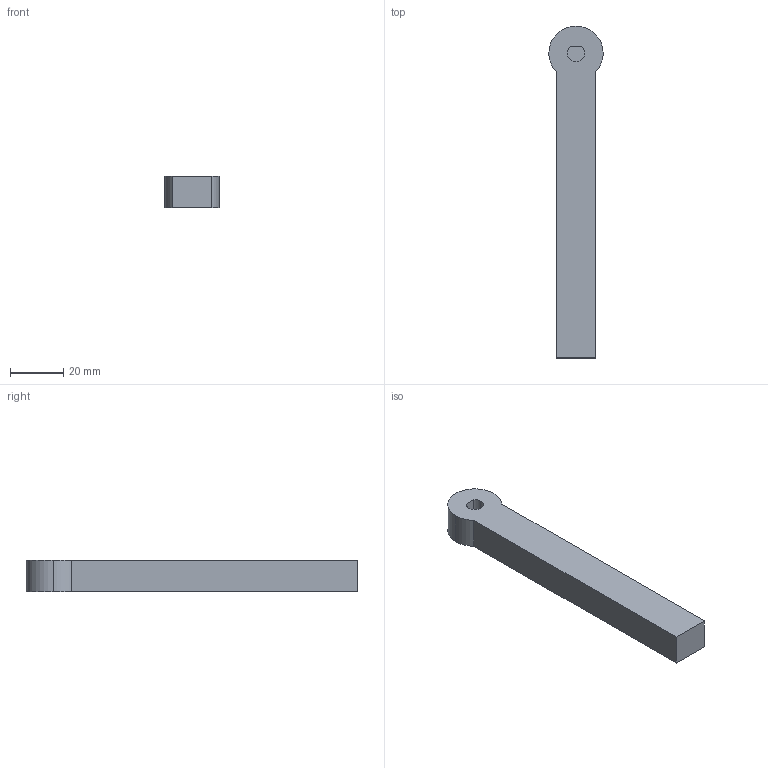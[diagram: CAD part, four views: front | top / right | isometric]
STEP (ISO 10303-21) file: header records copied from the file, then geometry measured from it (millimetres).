
FILE_DESCRIPTION (( 'STEP AP203' ), '1' );
FILE_NAME ('Simple Pendulum.STEP', '2025-08-04T23:57:27', ( '' ), ( '' ), 'SwSTEP 2.0', 'SolidWorks 2024', '' );
FILE_SCHEMA (( 'CONFIG_CONTROL_DESIGN' ));
Length unit declared in the file: millimetre
Products named in the file (1): Simple Pendulum
Bounding box: 20.52 x 125.26 x 12 mm (x, y, z)
Volume: 22722.9 mm3; surface area: 7358 mm2
Topology: 1 solids, 1 shells, 13 faces, 30 edges, 20 vertices
Faces by surface type: plane 7, cylinder 6
Entity records: 453 total; most frequent: DIRECTION 70, CARTESIAN_POINT 64, ORIENTED_EDGE 60, EDGE_CURVE 30, AXIS2_PLACEMENT_3D 26, VERTEX_POINT 20, LINE 18, VECTOR 18
